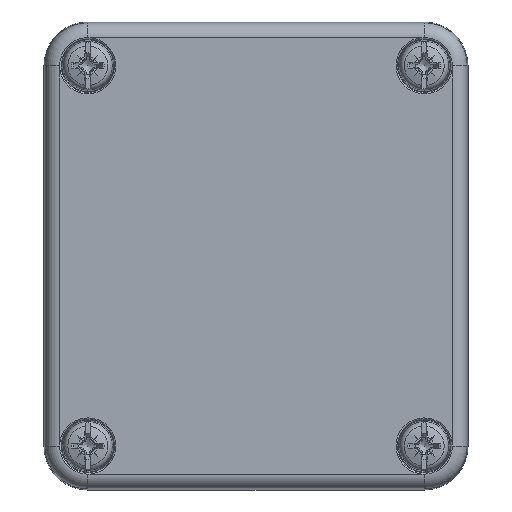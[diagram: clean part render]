
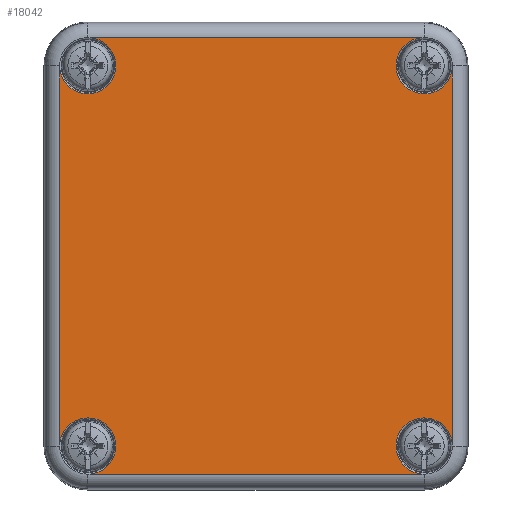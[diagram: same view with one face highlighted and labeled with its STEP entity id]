
A CAD part, top view. The second image highlights one B-rep face of the part: STEP entity #18042.
In plain terms, the highlighted face is planar.
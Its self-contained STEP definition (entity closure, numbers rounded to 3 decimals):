
#1449=LINE('',#43845,#2482);
#1450=LINE('',#43859,#2483);
#1451=LINE('',#43865,#2484);
#1452=LINE('',#43871,#2485);
#2482=VECTOR('',#24166,10.);
#2483=VECTOR('',#24173,10.);
#2484=VECTOR('',#24178,10.);
#2485=VECTOR('',#24183,10.);
#3662=PLANE('',#20006);
#4517=FACE_OUTER_BOUND('',#5756,.T.);
#5756=EDGE_LOOP('',(#14861,#14862,#14863,#14864,#14865,#14866,#14867,#14868,
#14869,#14870));
#6970=CIRCLE('',#20000,3.847);
#6975=CIRCLE('',#20007,3.847);
#6976=CIRCLE('',#20008,3.847);
#6977=CIRCLE('',#20009,3.847);
#6978=CIRCLE('',#20010,3.847);
#6979=CIRCLE('',#20011,3.847);
#8351=VERTEX_POINT('',#43823);
#8352=VERTEX_POINT('',#43832);
#8354=VERTEX_POINT('',#43844);
#8356=VERTEX_POINT('',#43858);
#8357=VERTEX_POINT('',#43860);
#8358=VERTEX_POINT('',#43862);
#8359=VERTEX_POINT('',#43864);
#8360=VERTEX_POINT('',#43866);
#8361=VERTEX_POINT('',#43868);
#8362=VERTEX_POINT('',#43870);
#10609=EDGE_CURVE('',#8351,#8352,#6970,.T.);
#10613=EDGE_CURVE('',#8352,#8354,#1449,.T.);
#10617=EDGE_CURVE('',#8356,#8351,#1450,.T.);
#10618=EDGE_CURVE('',#8357,#8356,#6975,.T.);
#10619=EDGE_CURVE('',#8358,#8357,#6976,.T.);
#10620=EDGE_CURVE('',#8359,#8358,#1451,.T.);
#10621=EDGE_CURVE('',#8360,#8359,#6977,.T.);
#10622=EDGE_CURVE('',#8361,#8360,#6978,.T.);
#10623=EDGE_CURVE('',#8362,#8361,#1452,.T.);
#10624=EDGE_CURVE('',#8354,#8362,#6979,.T.);
#14861=ORIENTED_EDGE('',*,*,#10609,.F.);
#14862=ORIENTED_EDGE('',*,*,#10617,.F.);
#14863=ORIENTED_EDGE('',*,*,#10618,.F.);
#14864=ORIENTED_EDGE('',*,*,#10619,.F.);
#14865=ORIENTED_EDGE('',*,*,#10620,.F.);
#14866=ORIENTED_EDGE('',*,*,#10621,.F.);
#14867=ORIENTED_EDGE('',*,*,#10622,.F.);
#14868=ORIENTED_EDGE('',*,*,#10623,.F.);
#14869=ORIENTED_EDGE('',*,*,#10624,.F.);
#14870=ORIENTED_EDGE('',*,*,#10613,.F.);
#18042=ADVANCED_FACE('',(#4517),#3662,.F.);
#20000=AXIS2_PLACEMENT_3D('',#43833,#24158,#24159);
#20006=AXIS2_PLACEMENT_3D('',#43857,#24171,#24172);
#20007=AXIS2_PLACEMENT_3D('',#43861,#24174,#24175);
#20008=AXIS2_PLACEMENT_3D('',#43863,#24176,#24177);
#20009=AXIS2_PLACEMENT_3D('',#43867,#24179,#24180);
#20010=AXIS2_PLACEMENT_3D('',#43869,#24181,#24182);
#20011=AXIS2_PLACEMENT_3D('',#43872,#24184,#24185);
#24158=DIRECTION('center_axis',(0.,0.,-1.));
#24159=DIRECTION('ref_axis',(1.,0.,0.));
#24166=DIRECTION('',(0.,-1.,0.));
#24171=DIRECTION('center_axis',(0.,0.,1.));
#24172=DIRECTION('ref_axis',(1.,0.,0.));
#24173=DIRECTION('',(-1.,0.,0.));
#24174=DIRECTION('center_axis',(0.,0.,-1.));
#24175=DIRECTION('ref_axis',(1.,0.,0.));
#24176=DIRECTION('center_axis',(0.,0.,-1.));
#24177=DIRECTION('ref_axis',(1.,0.,0.));
#24178=DIRECTION('',(0.,1.,0.));
#24179=DIRECTION('center_axis',(0.,0.,-1.));
#24180=DIRECTION('ref_axis',(1.,0.,0.));
#24181=DIRECTION('center_axis',(0.,0.,-1.));
#24182=DIRECTION('ref_axis',(1.,0.,0.));
#24183=DIRECTION('',(1.,0.,0.));
#24184=DIRECTION('center_axis',(0.,0.,-1.));
#24185=DIRECTION('ref_axis',(1.,0.,0.));
#43823=CARTESIAN_POINT('',(-22.688,29.834,-11.5));
#43832=CARTESIAN_POINT('',(-26.834,25.688,-11.5));
#43833=CARTESIAN_POINT('Origin',(-23.,26.,-11.5));
#43844=CARTESIAN_POINT('',(-26.834,-25.688,-11.5));
#43845=CARTESIAN_POINT('',(-26.834,13.,-11.5));
#43857=CARTESIAN_POINT('Origin',(0.,0.,
-11.5));
#43858=CARTESIAN_POINT('',(22.688,29.834,-11.5));
#43859=CARTESIAN_POINT('',(11.5,29.834,-11.5));
#43860=CARTESIAN_POINT('',(19.153,26.,-11.5));
#43861=CARTESIAN_POINT('Origin',(23.,26.,-11.5));
#43862=CARTESIAN_POINT('',(26.834,25.688,-11.5));
#43863=CARTESIAN_POINT('Origin',(23.,26.,-11.5));
#43864=CARTESIAN_POINT('',(26.834,-25.688,-11.5));
#43865=CARTESIAN_POINT('',(26.834,-13.,-11.5));
#43866=CARTESIAN_POINT('',(19.153,-26.,-11.5));
#43867=CARTESIAN_POINT('Origin',(23.,-26.,-11.5));
#43868=CARTESIAN_POINT('',(22.688,-29.834,-11.5));
#43869=CARTESIAN_POINT('Origin',(23.,-26.,-11.5));
#43870=CARTESIAN_POINT('',(-22.688,-29.834,-11.5));
#43871=CARTESIAN_POINT('',(-11.5,-29.834,-11.5));
#43872=CARTESIAN_POINT('Origin',(-23.,-26.,-11.5));
